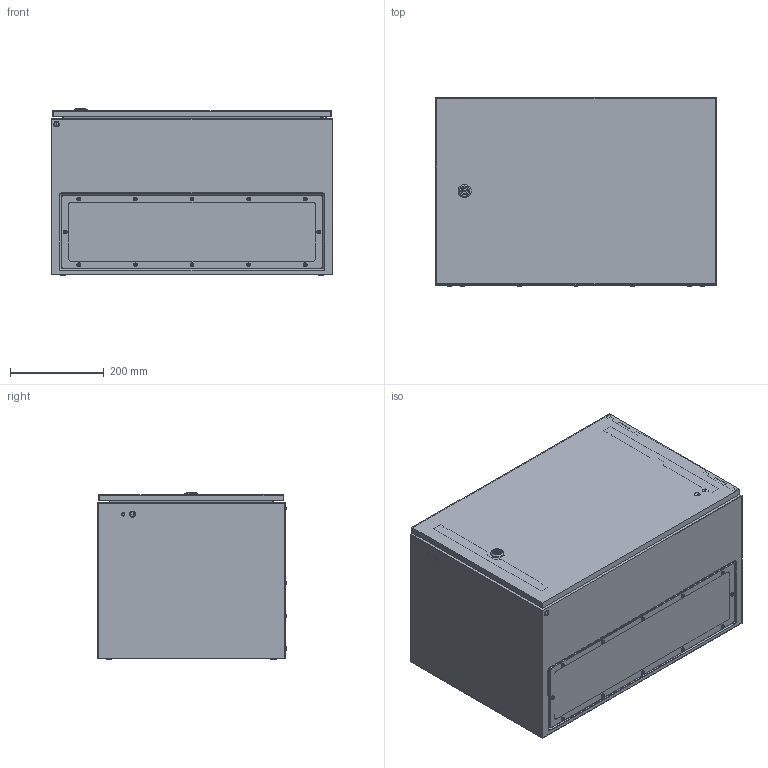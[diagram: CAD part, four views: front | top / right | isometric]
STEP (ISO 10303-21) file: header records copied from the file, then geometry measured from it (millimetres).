
FILE_DESCRIPTION (( 'STEP AP214' ), '1' );
FILE_NAME ('3331-6040-35-17.step', '2023-12-20T12:59:21', ( '' ), ( '' ), 'SwSTEP 2.0', 'SolidWorks 2019', '' );
FILE_SCHEMA (( 'AUTOMOTIVE_DESIGN' ));
Length unit declared in the file: millimetre
Products named in the file (6): Tuer_wg_3331-6040-00-97; Korpus_wg_6040-35; Montageplatte_wg_0331-6040-00-13; Kabeleinfuehrungsplatte_wg_3080-7055-12-27; 3331-6040-35-17; Montageplattenbeipack_wg_6040
Assembly tree (5 placements, depth 2):
  3331-6040-35-17
    Korpus_wg_6040-35
    Tuer_wg_3331-6040-00-97
    Kabeleinfuehrungsplatte_wg_3080-7055-12-27
    Montageplatte_wg_0331-6040-00-13
    Montageplattenbeipack_wg_6040
Bounding box: 600 x 403.1 x 357 mm (x, y, z)
Volume: 2281071.5 mm3; surface area: 3033937.9 mm2
Topology: 34 solids, 38 shells, 1728 faces, 4361 edges, 2811 vertices
Faces by surface type: plane 1020, cylinder 484, cone 162, torus 28, sphere 18, bspline 16
Entity records: 69416 total; most frequent: CARTESIAN_POINT 18562, DIRECTION 8791, ORIENTED_EDGE 8690, EDGE_CURVE 4345, AXIS2_PLACEMENT_3D 3086, VERTEX_POINT 2803, VECTOR 2619, LINE 2619
